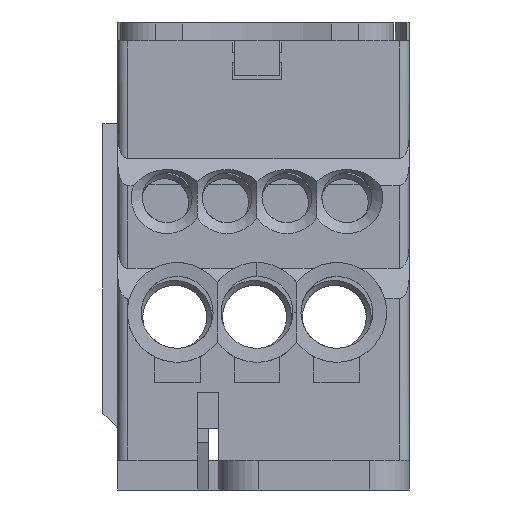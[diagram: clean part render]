
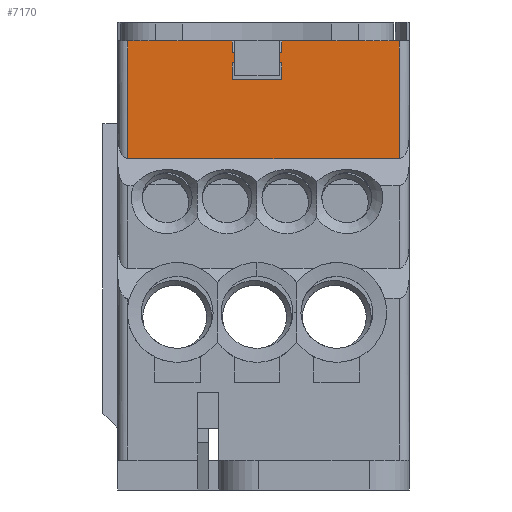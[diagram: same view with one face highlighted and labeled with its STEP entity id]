
A CAD part, front view. The second image highlights one B-rep face of the part: STEP entity #7170.
In plain terms, the highlighted planar face has unit normal (0, -1, 0).
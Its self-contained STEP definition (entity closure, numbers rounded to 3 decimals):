
#312=FACE_BOUND('',#982,.T.);
#589=FACE_OUTER_BOUND('',#981,.T.);
#981=EDGE_LOOP('',(#5722,#5723,#5724,#5725,#5726,#5727,#5728,#5729));
#982=EDGE_LOOP('',(#5730,#5731,#5732,#5733));
#1572=LINE('',#10333,#2241);
#1576=LINE('',#10341,#2245);
#1603=LINE('',#10428,#2272);
#1926=LINE('',#11351,#2595);
#1927=LINE('',#11354,#2596);
#1928=LINE('',#11356,#2597);
#1929=LINE('',#11357,#2598);
#1930=LINE('',#11358,#2599);
#1931=LINE('',#11361,#2600);
#1932=LINE('',#11363,#2601);
#1933=LINE('',#11365,#2602);
#1934=LINE('',#11366,#2603);
#2241=VECTOR('',#8251,10.45);
#2245=VECTOR('',#8255,11.75);
#2272=VECTOR('',#8324,27.2);
#2595=VECTOR('',#9163,11.8);
#2596=VECTOR('',#9166,1.2);
#2597=VECTOR('',#9167,5.);
#2598=VECTOR('',#9168,1.2);
#2599=VECTOR('',#9169,11.8);
#2600=VECTOR('',#9170,5.);
#2601=VECTOR('',#9171,1.65);
#2602=VECTOR('',#9172,5.);
#2603=VECTOR('',#9173,1.65);
#2914=VERTEX_POINT('',#10330);
#2915=VERTEX_POINT('',#10332);
#2918=VERTEX_POINT('',#10338);
#2919=VERTEX_POINT('',#10340);
#2947=VERTEX_POINT('',#10425);
#2948=VERTEX_POINT('',#10427);
#3209=VERTEX_POINT('',#11353);
#3210=VERTEX_POINT('',#11355);
#3211=VERTEX_POINT('',#11359);
#3212=VERTEX_POINT('',#11360);
#3213=VERTEX_POINT('',#11362);
#3214=VERTEX_POINT('',#11364);
#3640=EDGE_CURVE('',#2915,#2914,#1572,.T.);
#3644=EDGE_CURVE('',#2919,#2918,#1576,.T.);
#3684=EDGE_CURVE('',#2947,#2948,#1603,.T.);
#4110=EDGE_CURVE('',#2914,#2948,#1926,.T.);
#4111=EDGE_CURVE('',#3209,#2918,#1927,.T.);
#4112=EDGE_CURVE('',#3209,#3210,#1928,.T.);
#4113=EDGE_CURVE('',#3210,#2915,#1929,.T.);
#4114=EDGE_CURVE('',#2947,#2919,#1930,.T.);
#4115=EDGE_CURVE('',#3211,#3212,#1931,.T.);
#4116=EDGE_CURVE('',#3212,#3213,#1932,.T.);
#4117=EDGE_CURVE('',#3214,#3213,#1933,.T.);
#4118=EDGE_CURVE('',#3211,#3214,#1934,.T.);
#5722=ORIENTED_EDGE('',*,*,#3644,.T.);
#5723=ORIENTED_EDGE('',*,*,#4111,.F.);
#5724=ORIENTED_EDGE('',*,*,#4112,.T.);
#5725=ORIENTED_EDGE('',*,*,#4113,.T.);
#5726=ORIENTED_EDGE('',*,*,#3640,.T.);
#5727=ORIENTED_EDGE('',*,*,#4110,.T.);
#5728=ORIENTED_EDGE('',*,*,#3684,.F.);
#5729=ORIENTED_EDGE('',*,*,#4114,.T.);
#5730=ORIENTED_EDGE('',*,*,#4115,.T.);
#5731=ORIENTED_EDGE('',*,*,#4116,.T.);
#5732=ORIENTED_EDGE('',*,*,#4117,.F.);
#5733=ORIENTED_EDGE('',*,*,#4118,.F.);
#6645=PLANE('',#7669);
#7170=ADVANCED_FACE('',(#589,#312),#6645,.T.);
#7669=AXIS2_PLACEMENT_3D('',#11352,#9164,#9165);
#8251=DIRECTION('',(-1.,0.,0.));
#8255=DIRECTION('',(-1.,0.,0.));
#8324=DIRECTION('',(-1.,0.,0.));
#9163=DIRECTION('',(0.,0.,-1.));
#9164=DIRECTION('center_axis',(0.,-1.,0.));
#9165=DIRECTION('ref_axis',(0.,0.,1.));
#9166=DIRECTION('',(0.,0.,1.));
#9167=DIRECTION('',(-1.,0.,0.));
#9168=DIRECTION('',(0.,0.,1.));
#9169=DIRECTION('',(0.,0.,1.));
#9170=DIRECTION('',(-1.,0.,0.));
#9171=DIRECTION('',(0.,0.,1.));
#9172=DIRECTION('',(-1.,0.,0.));
#9173=DIRECTION('',(0.,0.,1.));
#10330=CARTESIAN_POINT('',(2.5,12.9,-1.9));
#10332=CARTESIAN_POINT('',(12.95,12.9,-1.9));
#10333=CARTESIAN_POINT('',(12.95,12.9,-1.9));
#10338=CARTESIAN_POINT('',(17.95,12.9,-1.9));
#10340=CARTESIAN_POINT('',(29.7,12.9,-1.9));
#10341=CARTESIAN_POINT('',(29.7,12.9,-1.9));
#10425=CARTESIAN_POINT('',(29.7,12.9,-13.7));
#10427=CARTESIAN_POINT('',(2.5,12.9,-13.7));
#10428=CARTESIAN_POINT('',(29.7,12.9,-13.7));
#11351=CARTESIAN_POINT('',(2.5,12.9,-1.9));
#11352=CARTESIAN_POINT('Origin',(1.5,12.9,-1.9));
#11353=CARTESIAN_POINT('',(17.95,12.9,-3.1));
#11354=CARTESIAN_POINT('',(17.95,12.9,-3.1));
#11355=CARTESIAN_POINT('',(12.95,12.9,-3.1));
#11356=CARTESIAN_POINT('',(17.95,12.9,-3.1));
#11357=CARTESIAN_POINT('',(12.95,12.9,-3.1));
#11358=CARTESIAN_POINT('',(29.7,12.9,-13.7));
#11359=CARTESIAN_POINT('',(17.95,12.9,-5.75));
#11360=CARTESIAN_POINT('',(12.95,12.9,-5.75));
#11361=CARTESIAN_POINT('',(17.95,12.9,-5.75));
#11362=CARTESIAN_POINT('',(12.95,12.9,-4.1));
#11363=CARTESIAN_POINT('',(12.95,12.9,-5.75));
#11364=CARTESIAN_POINT('',(17.95,12.9,-4.1));
#11365=CARTESIAN_POINT('',(17.95,12.9,-4.1));
#11366=CARTESIAN_POINT('',(17.95,12.9,-5.75));
